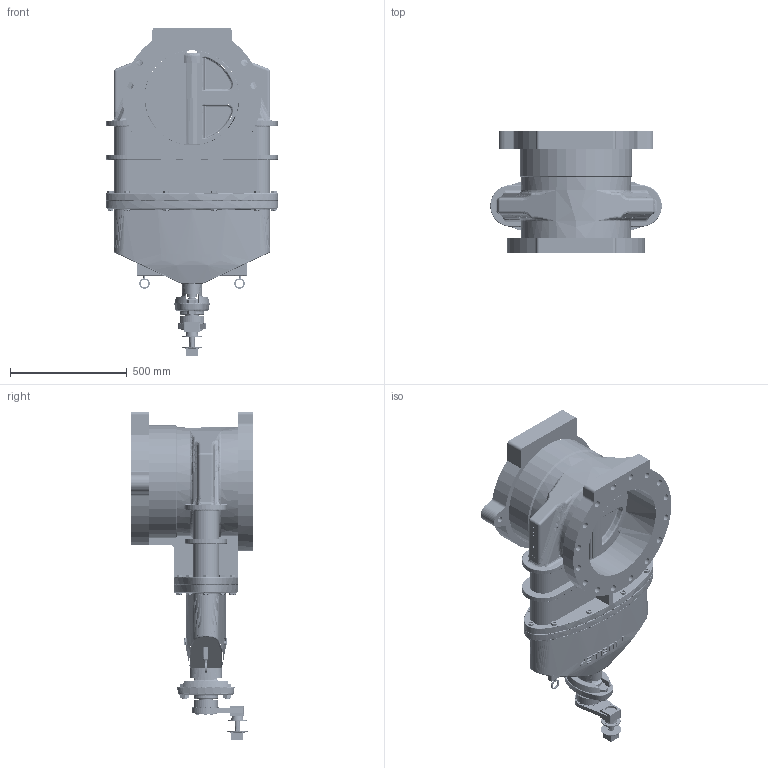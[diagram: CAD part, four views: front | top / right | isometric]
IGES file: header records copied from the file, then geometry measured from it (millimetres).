
Start section: SolidWorks IGES file using analytic representation for surfaces
Global section: file name: A-2361-43_16_N.IGS; native system: SolidWorks 2013; preprocessor: SolidWorks 2013; author: CAD M1; date: 140220.190116; units: millimetre
Bounding box: 734.36 x 525.47 x 1407.08 mm (x, y, z)
Surface area: 5259715.8 mm2 (no closed solid volume)
Topology: 0 solids, 0 shells, 1891 faces, 33938 edges, 33892 vertices
Faces by surface type: bspline 1149, revolution 742
